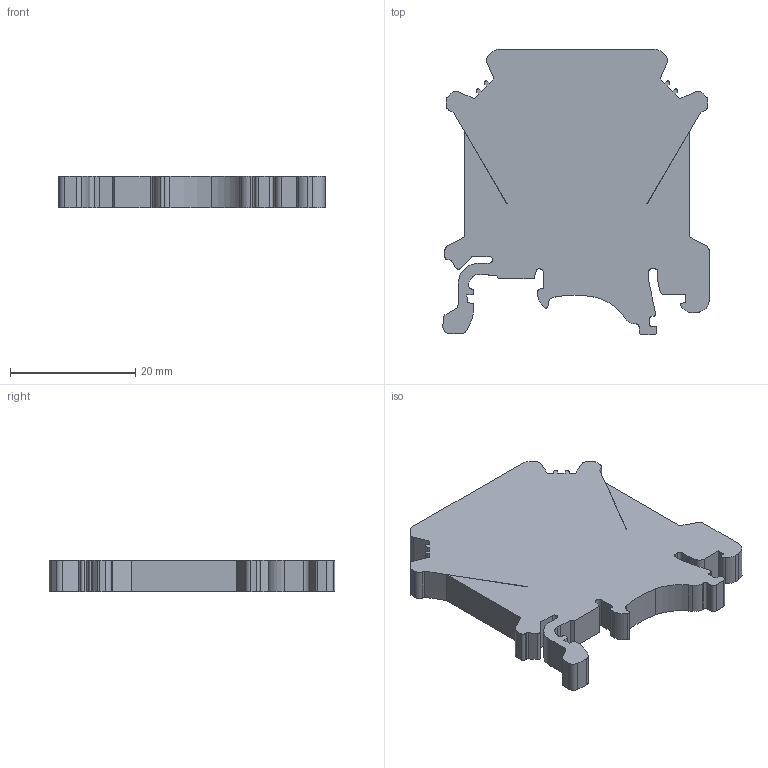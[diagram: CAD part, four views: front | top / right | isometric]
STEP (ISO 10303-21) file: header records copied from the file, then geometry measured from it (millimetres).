
FILE_DESCRIPTION(/* description */ (''),/* implementation_level */ '2;1');
FILE_NAME(/* name */ '303991.stp',/* time_stamp */ '2019-06-19T08:49:45+08:00',/* author */ (''),/* organization */ (''),/* preprocessor_version */ 'ST-DEVELOPER v16',/* originating_system */ 'SIEMENS PLM Software NX 10.0',/* authorisation */ '');
FILE_SCHEMA (('CONFIG_CONTROL_DESIGN'));
Length unit declared in the file: millimetre
Products named in the file (1): _model1
Bounding box: 42.53 x 45.65 x 5.1 mm (x, y, z)
Volume: 7345.6 mm3; surface area: 4089.8 mm2
Topology: 1 solids, 1 shells, 141 faces, 415 edges, 279 vertices
Faces by surface type: plane 77, cylinder 58, torus 4, extrusion 2
Entity records: 4874 total; most frequent: CARTESIAN_POINT 928, ORIENTED_EDGE 826, DIRECTION 807, EDGE_CURVE 413, VECTOR 287, LINE 285, VERTEX_POINT 278, AXIS2_PLACEMENT_3D 260
